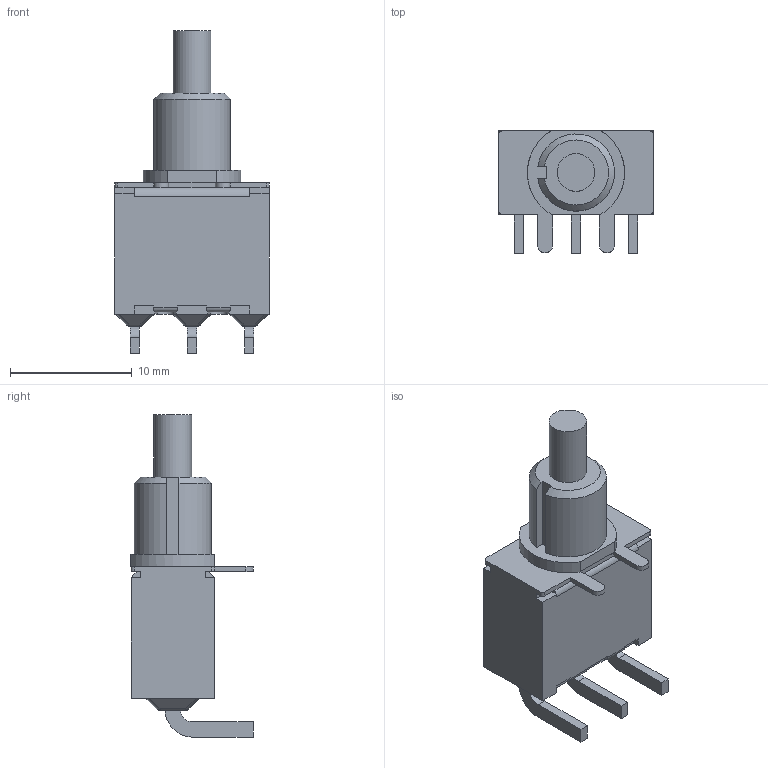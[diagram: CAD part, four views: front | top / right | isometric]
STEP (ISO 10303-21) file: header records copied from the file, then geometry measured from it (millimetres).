
FILE_DESCRIPTION((' '),'2;1');
FILE_NAME('700SP7B20M6xE.stp','2017-07-28T13:17:47',(' '),(' '),' ','ACIS',' ');
FILE_SCHEMA(('CONFIG_CONTROL_DESIGN'));
Length unit declared in the file: inch
Products named in the file (1): 700SP7B20M6xE.stp
Bounding box: 12.7 x 10.06 x 26.52 mm (x, y, z)
Volume: 1257.2 mm3; surface area: 982.6 mm2
Topology: 1 solids, 2 shells, 248 faces, 629 edges, 398 vertices
Faces by surface type: plane 160, cylinder 51, bspline 24, sphere 12, cone 1
Full cylindrical faces by diameter (mm): 3.1 x2
Entity records: 7625 total; most frequent: CARTESIAN_POINT 1638, ORIENTED_EDGE 1254, DIRECTION 1144, EDGE_CURVE 627, VECTOR 460, LINE 460, VERTEX_POINT 398, AXIS2_PLACEMENT_3D 342
